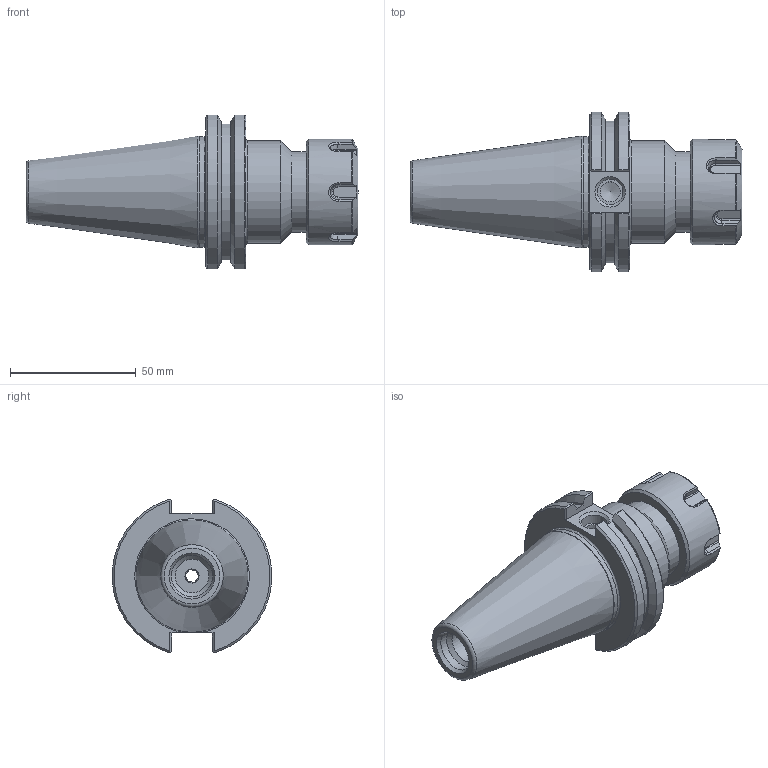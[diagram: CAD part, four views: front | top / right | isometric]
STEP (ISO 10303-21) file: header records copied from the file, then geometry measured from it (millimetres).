
FILE_DESCRIPTION(/* description */ ('ER COLLET CHUCK W/ ADB CLNT'),/* implementation_level */ '2;1');
FILE_NAME(/* name */ 'C40-25ERF250.stp',/* time_stamp */ '2017-01-19T13:24:59-05:00',/* author */ ('davhar'),/* organization */ (''),/* preprocessor_version */ 'ST-DEVELOPER v16.1',/* originating_system */ 'Autodesk Inventor 2016',/* authorisation */ '');
FILE_SCHEMA (('AUTOMOTIVE_DESIGN { 1 0 10303 214 3 1 1 }'));
Length unit declared in the file: inch
Products named in the file (4): C40-25ER2-1; 25ERN; BS-11; C40-25ERF250
Assembly tree (3 placements, depth 2):
  C40-25ERF250
    C40-25ER2-1
    25ERN
    BS-11
Bounding box: 131.76 x 63.26 x 61.05 mm (x, y, z)
Volume: 136672.4 mm3; surface area: 33682.6 mm2
Topology: 3 solids, 3 shells, 171 faces, 429 edges, 268 vertices
Faces by surface type: plane 74, cylinder 38, cone 38, torus 15, bspline 6
Full cylindrical faces by diameter (mm): 7.112 x1, 8 x1, 10.046 x1, 13.386 x1, 15.113 x2, 15.748 x1, 16.459 x1, 17.297 x1, 18.034 x1, 20.32 x1, 30.5 x1, 32 x1, 32.88 x1, 40.513 x1, 42 x1, 43.942 x1
Entity records: 5898 total; most frequent: CARTESIAN_POINT 2148, ORIENTED_EDGE 754, DIRECTION 713, EDGE_CURVE 377, AXIS2_PLACEMENT_3D 287, VERTEX_POINT 260, EDGE_LOOP 225, FACE_OUTER_BOUND 171
